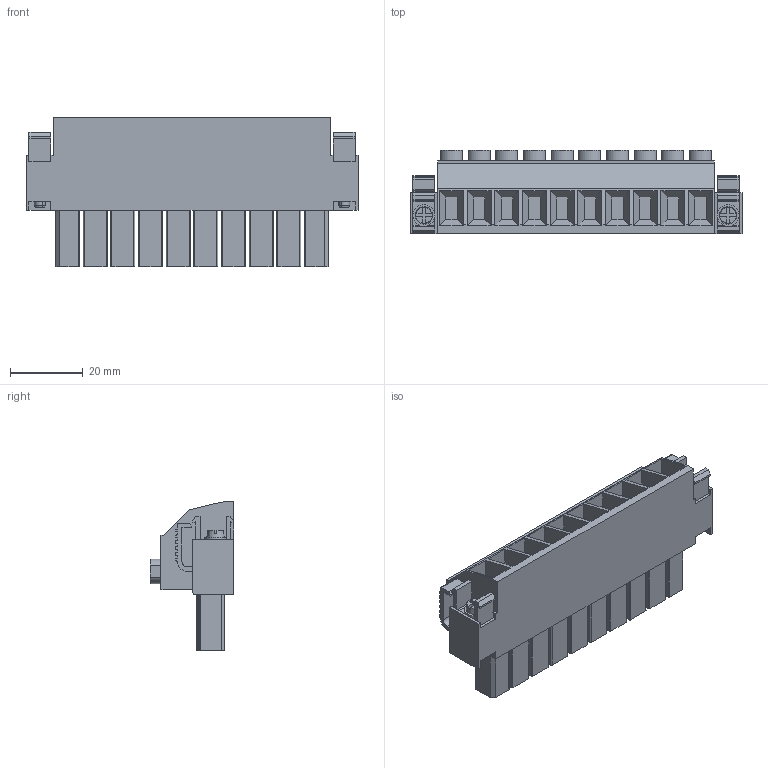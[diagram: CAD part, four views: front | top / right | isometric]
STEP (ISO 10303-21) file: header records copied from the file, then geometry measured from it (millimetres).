
FILE_DESCRIPTION(('CATIA V5 STEP','CAx-IF Rec.Pracs.--- Model Styling and Organization---1.2---2011-12-15'),'2;1');
FILE_NAME ('D1459363_0_1930240000_1930240000.stp','2018-09-06T04:01:55+00:00',('none'),('Weidmueller'),'CATIA Version 5-6 Release 2014','CATIA V5 STEP AP214','none');
FILE_SCHEMA(('AUTOMOTIVE_DESIGN { 1 0 10303 214 1 1 1 1 }'));
Length unit declared in the file: millimetre
Products named in the file (1): 1930240000
Bounding box: 91.44 x 23.1 x 41.15 mm (x, y, z)
Volume: 37978 mm3; surface area: 20251.8 mm2
Topology: 5 solids, 5 shells, 770 faces, 2072 edges, 1354 vertices
Faces by surface type: plane 555, cylinder 203, cone 12
Entity records: 21745 total; most frequent: ORIENTED_EDGE 4144, CARTESIAN_POINT 4006, DIRECTION 2816, EDGE_CURVE 2072, VECTOR 1518, LINE 1518, VERTEX_POINT 1354, AXIS2_PLACEMENT_3D 872
